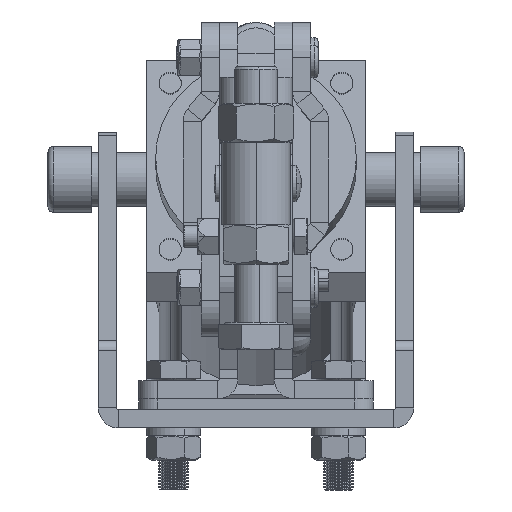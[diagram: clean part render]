
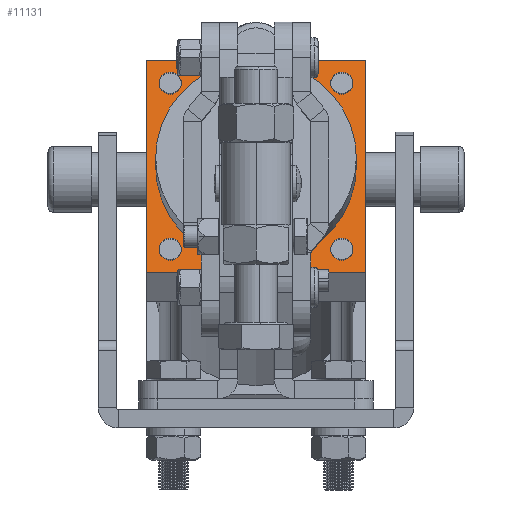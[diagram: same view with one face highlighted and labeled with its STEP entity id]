
A CAD part, left-side view. The second image highlights one B-rep face of the part: STEP entity #11131.
In plain terms, the highlighted face is planar.
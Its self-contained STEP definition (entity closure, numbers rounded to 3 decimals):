
#599 = EDGE_CURVE ( 'NONE', #14212, #14217, #20186, .T. ) ;
#625 = EDGE_CURVE ( 'NONE', #14225, #14228, #20230, .T. ) ;
#653 = EDGE_CURVE ( 'NONE', #14237, #14240, #20248, .T. ) ;
#681 = EDGE_CURVE ( 'NONE', #14249, #14252, #20266, .T. ) ;
#774 = EDGE_CURVE ( 'NONE', #14291, #14294, #20326, .T. ) ;
#807 = EDGE_CURVE ( 'NONE', #14307, #14303, #20345, .T. ) ;
#837 = EDGE_CURVE ( 'NONE', #14217, #14212, #20369, .T. ) ;
#840 = EDGE_CURVE ( 'NONE', #14228, #14225, #20371, .T. ) ;
#842 = EDGE_CURVE ( 'NONE', #14240, #14237, #20372, .T. ) ;
#844 = EDGE_CURVE ( 'NONE', #14252, #14249, #20373, .T. ) ;
#847 = EDGE_CURVE ( 'NONE', #14303, #14309, #20374, .T. ) ;
#849 = EDGE_CURVE ( 'NONE', #14313, #14309, #20375, .T. ) ;
#851 = EDGE_CURVE ( 'NONE', #14307, #14313, #20365, .T. ) ;
#854 = EDGE_CURVE ( 'NONE', #14294, #14291, #20379, .T. ) ;
#11131 = ADVANCED_FACE ( 'NONE', ( #23684, #23688, #23685, #23687, #23686, #23689 ), #29671, .F. ) ;
#12847 = AXIS2_PLACEMENT_3D ( 'NONE', #20724, #20725, #20726 ) ;
#12853 = AXIS2_PLACEMENT_3D ( 'NONE', #20754, #20755, #20756 ) ;
#12859 = AXIS2_PLACEMENT_3D ( 'NONE', #20784, #20785, #20786 ) ;
#12865 = AXIS2_PLACEMENT_3D ( 'NONE', #20814, #20815, #20816 ) ;
#12885 = AXIS2_PLACEMENT_3D ( 'NONE', #20914, #20915, #20916 ) ;
#12897 = AXIS2_PLACEMENT_3D ( 'NONE', #20978, #20979, #20980 ) ;
#12898 = AXIS2_PLACEMENT_3D ( 'NONE', #20981, #20982, #20983 ) ;
#12899 = AXIS2_PLACEMENT_3D ( 'NONE', #20986, #20987, #20988 ) ;
#12900 = AXIS2_PLACEMENT_3D ( 'NONE', #20991, #20992, #20993 ) ;
#12901 = AXIS2_PLACEMENT_3D ( 'NONE', #20998, #20999, #21000 ) ;
#14212 = VERTEX_POINT ( 'NONE', #42626 ) ;
#14217 = VERTEX_POINT ( 'NONE', #42635 ) ;
#14225 = VERTEX_POINT ( 'NONE', #42649 ) ;
#14228 = VERTEX_POINT ( 'NONE', #42654 ) ;
#14237 = VERTEX_POINT ( 'NONE', #42670 ) ;
#14240 = VERTEX_POINT ( 'NONE', #42675 ) ;
#14249 = VERTEX_POINT ( 'NONE', #42691 ) ;
#14252 = VERTEX_POINT ( 'NONE', #42696 ) ;
#14291 = VERTEX_POINT ( 'NONE', #42765 ) ;
#14294 = VERTEX_POINT ( 'NONE', #42770 ) ;
#14303 = VERTEX_POINT ( 'NONE', #42786 ) ;
#14307 = VERTEX_POINT ( 'NONE', #42793 ) ;
#14309 = VERTEX_POINT ( 'NONE', #42796 ) ;
#14313 = VERTEX_POINT ( 'NONE', #42803 ) ;
#16835 = ORIENTED_EDGE ( 'NONE', *, *, #837, .T. ) ;
#16836 = ORIENTED_EDGE ( 'NONE', *, *, #599, .T. ) ;
#16837 = ORIENTED_EDGE ( 'NONE', *, *, #840, .T. ) ;
#16838 = ORIENTED_EDGE ( 'NONE', *, *, #625, .T. ) ;
#16839 = ORIENTED_EDGE ( 'NONE', *, *, #842, .T. ) ;
#16840 = ORIENTED_EDGE ( 'NONE', *, *, #653, .T. ) ;
#16841 = ORIENTED_EDGE ( 'NONE', *, *, #844, .T. ) ;
#16842 = ORIENTED_EDGE ( 'NONE', *, *, #681, .T. ) ;
#16843 = ORIENTED_EDGE ( 'NONE', *, *, #847, .T. ) ;
#16844 = ORIENTED_EDGE ( 'NONE', *, *, #849, .F. ) ;
#16845 = ORIENTED_EDGE ( 'NONE', *, *, #851, .F. ) ;
#16846 = ORIENTED_EDGE ( 'NONE', *, *, #807, .T. ) ;
#16847 = ORIENTED_EDGE ( 'NONE', *, *, #854, .T. ) ;
#16848 = ORIENTED_EDGE ( 'NONE', *, *, #774, .T. ) ;
#17339 = EDGE_LOOP ( 'NONE', ( #16841, #16842 ) ) ;
#17366 = EDGE_LOOP ( 'NONE', ( #16843, #16844, #16845, #16846 ) ) ;
#17371 = EDGE_LOOP ( 'NONE', ( #16839, #16840 ) ) ;
#17374 = EDGE_LOOP ( 'NONE', ( #16835, #16836 ) ) ;
#17376 = EDGE_LOOP ( 'NONE', ( #16837, #16838 ) ) ;
#17378 = EDGE_LOOP ( 'NONE', ( #16847, #16848 ) ) ;
#20186 = CIRCLE ( 'NONE', #12847, 3. ) ;
#20230 = CIRCLE ( 'NONE', #12853, 3. ) ;
#20248 = CIRCLE ( 'NONE', #12859, 3. ) ;
#20266 = CIRCLE ( 'NONE', #12865, 3. ) ;
#20326 = CIRCLE ( 'NONE', #12885, 27.5 ) ;
#20345 = LINE ( 'NONE', #20943, #20353 ) ;
#20353 = VECTOR ( 'NONE', #20948, 1000. ) ;
#20365 = LINE ( 'NONE', #20990, #20380 ) ;
#20369 = CIRCLE ( 'NONE', #12897, 3. ) ;
#20371 = CIRCLE ( 'NONE', #12898, 3. ) ;
#20372 = CIRCLE ( 'NONE', #12899, 3. ) ;
#20373 = CIRCLE ( 'NONE', #12900, 3. ) ;
#20374 = LINE ( 'NONE', #20984, #20376 ) ;
#20375 = LINE ( 'NONE', #20994, #20378 ) ;
#20376 = VECTOR ( 'NONE', #20985, 1000. ) ;
#20378 = VECTOR ( 'NONE', #20996, 1000. ) ;
#20379 = CIRCLE ( 'NONE', #12901, 27.5 ) ;
#20380 = VECTOR ( 'NONE', #20997, 1000. ) ;
#20724 = CARTESIAN_POINT ( 'NONE',  ( 10., -23.5, 23.5 ) ) ;
#20725 = DIRECTION ( 'NONE',  ( 1., 0., 0. ) ) ;
#20726 = DIRECTION ( 'NONE',  ( 0., 1., 0. ) ) ;
#20754 = CARTESIAN_POINT ( 'NONE',  ( 10., -23.5, -23.5 ) ) ;
#20755 = DIRECTION ( 'NONE',  ( 1., 0., 0. ) ) ;
#20756 = DIRECTION ( 'NONE',  ( 0., 1., 0. ) ) ;
#20784 = CARTESIAN_POINT ( 'NONE',  ( 10., 23.5, -23.5 ) ) ;
#20785 = DIRECTION ( 'NONE',  ( 1., 0., 0. ) ) ;
#20786 = DIRECTION ( 'NONE',  ( 0., 1., 0. ) ) ;
#20814 = CARTESIAN_POINT ( 'NONE',  ( 10., 23.5, 23.5 ) ) ;
#20815 = DIRECTION ( 'NONE',  ( 1., 0., 0. ) ) ;
#20816 = DIRECTION ( 'NONE',  ( 0., 1., 0. ) ) ;
#20914 = CARTESIAN_POINT ( 'NONE',  ( 10., 0., 0. ) ) ;
#20915 = DIRECTION ( 'NONE',  ( 1., 0., 0. ) ) ;
#20916 = DIRECTION ( 'NONE',  ( 0., 1., 0. ) ) ;
#20943 = CARTESIAN_POINT ( 'NONE',  ( 10., 30., 30. ) ) ;
#20948 = DIRECTION ( 'NONE',  ( 0., 0., -1. ) ) ;
#20978 = CARTESIAN_POINT ( 'NONE',  ( 10., -23.5, 23.5 ) ) ;
#20979 = DIRECTION ( 'NONE',  ( 1., 0., 0. ) ) ;
#20980 = DIRECTION ( 'NONE',  ( 0., 1., 0. ) ) ;
#20981 = CARTESIAN_POINT ( 'NONE',  ( 10., -23.5, -23.5 ) ) ;
#20982 = DIRECTION ( 'NONE',  ( 1., 0., 0. ) ) ;
#20983 = DIRECTION ( 'NONE',  ( 0., 1., 0. ) ) ;
#20984 = CARTESIAN_POINT ( 'NONE',  ( 10., 30., -30. ) ) ;
#20985 = DIRECTION ( 'NONE',  ( 0., -1., 0. ) ) ;
#20986 = CARTESIAN_POINT ( 'NONE',  ( 10., 23.5, -23.5 ) ) ;
#20987 = DIRECTION ( 'NONE',  ( 1., 0., 0. ) ) ;
#20988 = DIRECTION ( 'NONE',  ( 0., 1., 0. ) ) ;
#20990 = CARTESIAN_POINT ( 'NONE',  ( 10., 30., 30. ) ) ;
#20991 = CARTESIAN_POINT ( 'NONE',  ( 10., 23.5, 23.5 ) ) ;
#20992 = DIRECTION ( 'NONE',  ( 1., 0., 0. ) ) ;
#20993 = DIRECTION ( 'NONE',  ( 0., 1., 0. ) ) ;
#20994 = CARTESIAN_POINT ( 'NONE',  ( 10., -30., 30. ) ) ;
#20996 = DIRECTION ( 'NONE',  ( 0., 0., -1. ) ) ;
#20997 = DIRECTION ( 'NONE',  ( 0., -1., 0. ) ) ;
#20998 = CARTESIAN_POINT ( 'NONE',  ( 10., 0., 0. ) ) ;
#20999 = DIRECTION ( 'NONE',  ( 1., 0., 0. ) ) ;
#21000 = DIRECTION ( 'NONE',  ( 0., 1., 0. ) ) ;
#23684 = FACE_BOUND ( 'NONE', #17374, .T. ) ;
#23685 = FACE_BOUND ( 'NONE', #17371, .T. ) ;
#23686 = FACE_OUTER_BOUND ( 'NONE', #17366, .T. ) ;
#23687 = FACE_BOUND ( 'NONE', #17339, .T. ) ;
#23688 = FACE_BOUND ( 'NONE', #17376, .T. ) ;
#23689 = FACE_BOUND ( 'NONE', #17378, .T. ) ;
#28125 = AXIS2_PLACEMENT_3D ( 'NONE', #29672, #29666, #29674 ) ;
#29666 = DIRECTION ( 'NONE',  ( 1., 0., 0. ) ) ;
#29671 = PLANE ( 'NONE',  #28125 ) ;
#29672 = CARTESIAN_POINT ( 'NONE',  ( 10., 30., 30. ) ) ;
#29674 = DIRECTION ( 'NONE',  ( 0., 1., 0. ) ) ;
#42626 = CARTESIAN_POINT ( 'NONE',  ( 10., -20.5, 23.5 ) ) ;
#42635 = CARTESIAN_POINT ( 'NONE',  ( 10., -26.5, 23.5 ) ) ;
#42649 = CARTESIAN_POINT ( 'NONE',  ( 10., -20.5, -23.5 ) ) ;
#42654 = CARTESIAN_POINT ( 'NONE',  ( 10., -26.5, -23.5 ) ) ;
#42670 = CARTESIAN_POINT ( 'NONE',  ( 10., 26.5, -23.5 ) ) ;
#42675 = CARTESIAN_POINT ( 'NONE',  ( 10., 20.5, -23.5 ) ) ;
#42691 = CARTESIAN_POINT ( 'NONE',  ( 10., 26.5, 23.5 ) ) ;
#42696 = CARTESIAN_POINT ( 'NONE',  ( 10., 20.5, 23.5 ) ) ;
#42765 = CARTESIAN_POINT ( 'NONE',  ( 10., 0., -27.5 ) ) ;
#42770 = CARTESIAN_POINT ( 'NONE',  ( 10., 0., 27.5 ) ) ;
#42786 = CARTESIAN_POINT ( 'NONE',  ( 10., 30., -30. ) ) ;
#42793 = CARTESIAN_POINT ( 'NONE',  ( 10., 30., 30. ) ) ;
#42796 = CARTESIAN_POINT ( 'NONE',  ( 10., -30., -30. ) ) ;
#42803 = CARTESIAN_POINT ( 'NONE',  ( 10., -30., 30. ) ) ;
